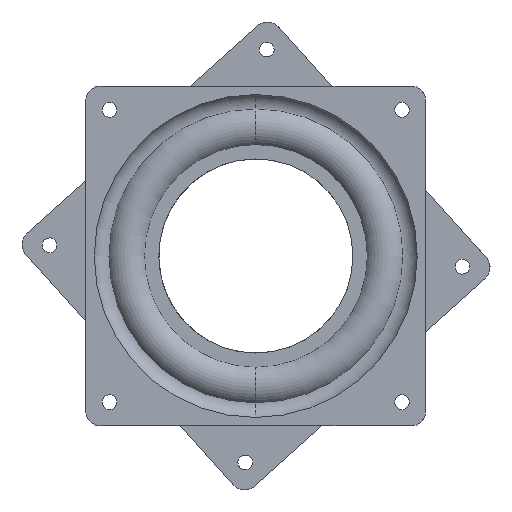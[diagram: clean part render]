
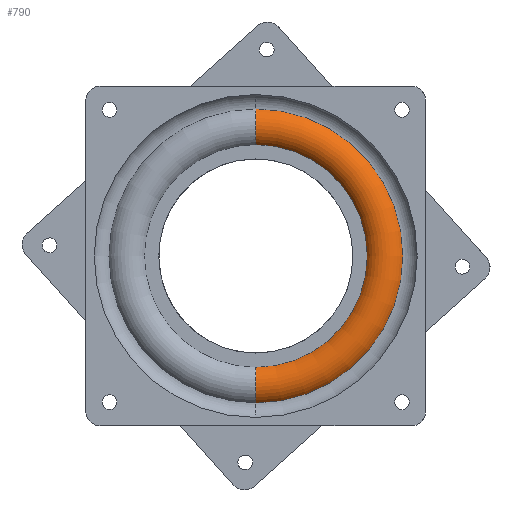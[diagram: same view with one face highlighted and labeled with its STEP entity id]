
A CAD part, front view. The second image highlights one B-rep face of the part: STEP entity #790.
In plain terms, the highlighted toroidal (fillet/blend) face has major radius 35.923 mm and minor radius 6 mm.
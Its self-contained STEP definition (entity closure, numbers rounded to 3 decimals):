
#19 = AXIS2_PLACEMENT_3D ( 'NONE', #1239, #1974, #1661 ) ;
#178 = CARTESIAN_POINT ( 'NONE',  ( 0., -6., 35.923 ) ) ;
#241 = EDGE_CURVE ( 'NONE', #1418, #1346, #1674, .T. ) ;
#269 = DIRECTION ( 'NONE',  ( 0., 0., 1. ) ) ;
#300 = ORIENTED_EDGE ( 'NONE', *, *, #347, .T. ) ;
#334 = ORIENTED_EDGE ( 'NONE', *, *, #1047, .T. ) ;
#344 = ORIENTED_EDGE ( 'NONE', *, *, #1348, .F. ) ;
#347 = EDGE_CURVE ( 'NONE', #1014, #1928, #1401, .T. ) ;
#414 = AXIS2_PLACEMENT_3D ( 'NONE', #178, #871, #1663 ) ;
#482 = FACE_OUTER_BOUND ( 'NONE', #1402, .T. ) ;
#543 = CARTESIAN_POINT ( 'NONE',  ( 0., -2.57, 0. ) ) ;
#607 = AXIS2_PLACEMENT_3D ( 'NONE', #1862, #1322, #269 ) ;
#767 = CARTESIAN_POINT ( 'NONE',  ( 0., -2.57, -40.846 ) ) ;
#790 = ADVANCED_FACE ( 'NONE', ( #482 ), #959, .T. ) ;
#871 = DIRECTION ( 'NONE',  ( -1., 0., 0. ) ) ;
#899 = CARTESIAN_POINT ( 'NONE',  ( 0., -2.57, 40.846 ) ) ;
#959 = TOROIDAL_SURFACE ( 'NONE', #607, 35.923, 6. ) ;
#1014 = VERTEX_POINT ( 'NONE', #899 ) ;
#1026 = CARTESIAN_POINT ( 'NONE',  ( 0., -2.57, -31. ) ) ;
#1034 = DIRECTION ( 'NONE',  ( 0., 1., 0. ) ) ;
#1047 = EDGE_CURVE ( 'NONE', #1418, #1014, #1933, .T. ) ;
#1239 = CARTESIAN_POINT ( 'NONE',  ( 0., -2.57, 0. ) ) ;
#1322 = DIRECTION ( 'NONE',  ( 0., 1., 0. ) ) ;
#1327 = AXIS2_PLACEMENT_3D ( 'NONE', #543, #1034, #1615 ) ;
#1346 = VERTEX_POINT ( 'NONE', #1026 ) ;
#1348 = EDGE_CURVE ( 'NONE', #1346, #1928, #1405, .T. ) ;
#1400 = DIRECTION ( 'NONE',  ( 0., 0., -1. ) ) ;
#1401 = CIRCLE ( 'NONE', #414, 6. ) ;
#1402 = EDGE_LOOP ( 'NONE', ( #1540, #334, #300, #344 ) ) ;
#1405 = CIRCLE ( 'NONE', #19, 31. ) ;
#1418 = VERTEX_POINT ( 'NONE', #767 ) ;
#1487 = AXIS2_PLACEMENT_3D ( 'NONE', #1594, #2146, #1400 ) ;
#1540 = ORIENTED_EDGE ( 'NONE', *, *, #241, .F. ) ;
#1594 = CARTESIAN_POINT ( 'NONE',  ( 0., -6., -35.923 ) ) ;
#1615 = DIRECTION ( 'NONE',  ( 0., 0., 1. ) ) ;
#1661 = DIRECTION ( 'NONE',  ( 0., 0., 1. ) ) ;
#1663 = DIRECTION ( 'NONE',  ( 0., 0., 1. ) ) ;
#1674 = CIRCLE ( 'NONE', #1487, 6. ) ;
#1862 = CARTESIAN_POINT ( 'NONE',  ( 0., -6., 0. ) ) ;
#1928 = VERTEX_POINT ( 'NONE', #2133 ) ;
#1933 = CIRCLE ( 'NONE', #1327, 40.846 ) ;
#1974 = DIRECTION ( 'NONE',  ( 0., 1., 0. ) ) ;
#2133 = CARTESIAN_POINT ( 'NONE',  ( 0., -2.57, 31. ) ) ;
#2146 = DIRECTION ( 'NONE',  ( 1., 0., 0. ) ) ;
